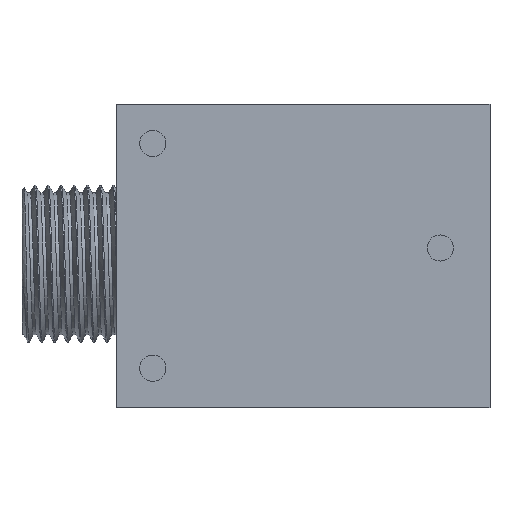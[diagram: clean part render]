
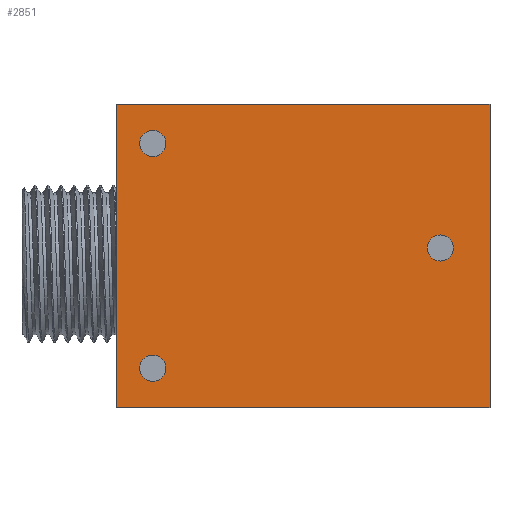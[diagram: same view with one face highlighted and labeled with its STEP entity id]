
A CAD part, top view. The second image highlights one B-rep face of the part: STEP entity #2851.
In plain terms, the highlighted planar face has unit normal (0, 0, 1).
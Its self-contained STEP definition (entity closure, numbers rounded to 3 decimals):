
#1976 = VERTEX_POINT('',#1977);
#1977 = CARTESIAN_POINT('',(-5.7,10.7,6.1));
#1983 = EDGE_CURVE('',#1976,#1984,#1986,.T.);
#1984 = VERTEX_POINT('',#1985);
#1985 = CARTESIAN_POINT('',(-5.7,-0.9,6.1));
#1986 = LINE('',#1987,#1988);
#1987 = CARTESIAN_POINT('',(-5.7,10.7,6.1));
#1988 = VECTOR('',#1989,1.);
#1989 = DIRECTION('',(0.,-1.,0.));
#2825 = EDGE_CURVE('',#1984,#2826,#2828,.T.);
#2826 = VERTEX_POINT('',#2827);
#2827 = CARTESIAN_POINT('',(8.6,-0.9,6.1));
#2828 = LINE('',#2829,#2830);
#2829 = CARTESIAN_POINT('',(-5.7,-0.9,6.1));
#2830 = VECTOR('',#2831,1.);
#2831 = DIRECTION('',(1.,0.,0.));
#2851 = ADVANCED_FACE('',(#2852,#2870,#2881,#2892),#2903,.T.);
#2852 = FACE_BOUND('',#2853,.T.);
#2853 = EDGE_LOOP('',(#2854,#2862,#2868,#2869));
#2854 = ORIENTED_EDGE('',*,*,#2855,.T.);
#2855 = EDGE_CURVE('',#2826,#2856,#2858,.T.);
#2856 = VERTEX_POINT('',#2857);
#2857 = CARTESIAN_POINT('',(8.6,10.7,6.1));
#2858 = LINE('',#2859,#2860);
#2859 = CARTESIAN_POINT('',(8.6,-0.9,6.1));
#2860 = VECTOR('',#2861,1.);
#2861 = DIRECTION('',(0.,1.,0.));
#2862 = ORIENTED_EDGE('',*,*,#2863,.T.);
#2863 = EDGE_CURVE('',#2856,#1976,#2864,.T.);
#2864 = LINE('',#2865,#2866);
#2865 = CARTESIAN_POINT('',(8.6,10.7,6.1));
#2866 = VECTOR('',#2867,1.);
#2867 = DIRECTION('',(-1.,0.,0.));
#2868 = ORIENTED_EDGE('',*,*,#1983,.T.);
#2869 = ORIENTED_EDGE('',*,*,#2825,.T.);
#2870 = FACE_BOUND('',#2871,.T.);
#2871 = EDGE_LOOP('',(#2872));
#2872 = ORIENTED_EDGE('',*,*,#2873,.F.);
#2873 = EDGE_CURVE('',#2874,#2874,#2876,.T.);
#2874 = VERTEX_POINT('',#2875);
#2875 = CARTESIAN_POINT('',(6.7,5.7,6.1));
#2876 = CIRCLE('',#2877,0.5);
#2877 = AXIS2_PLACEMENT_3D('',#2878,#2879,#2880);
#2878 = CARTESIAN_POINT('',(6.7,5.2,6.1));
#2879 = DIRECTION('',(0.,-0.,1.));
#2880 = DIRECTION('',(0.,1.,0.));
#2881 = FACE_BOUND('',#2882,.T.);
#2882 = EDGE_LOOP('',(#2883));
#2883 = ORIENTED_EDGE('',*,*,#2884,.F.);
#2884 = EDGE_CURVE('',#2885,#2885,#2887,.T.);
#2885 = VERTEX_POINT('',#2886);
#2886 = CARTESIAN_POINT('',(-4.3,1.1,6.1));
#2887 = CIRCLE('',#2888,0.5);
#2888 = AXIS2_PLACEMENT_3D('',#2889,#2890,#2891);
#2889 = CARTESIAN_POINT('',(-4.3,0.6,6.1));
#2890 = DIRECTION('',(0.,-0.,1.));
#2891 = DIRECTION('',(0.,1.,0.));
#2892 = FACE_BOUND('',#2893,.T.);
#2893 = EDGE_LOOP('',(#2894));
#2894 = ORIENTED_EDGE('',*,*,#2895,.F.);
#2895 = EDGE_CURVE('',#2896,#2896,#2898,.T.);
#2896 = VERTEX_POINT('',#2897);
#2897 = CARTESIAN_POINT('',(-4.3,9.7,6.1));
#2898 = CIRCLE('',#2899,0.5);
#2899 = AXIS2_PLACEMENT_3D('',#2900,#2901,#2902);
#2900 = CARTESIAN_POINT('',(-4.3,9.2,6.1));
#2901 = DIRECTION('',(0.,-0.,1.));
#2902 = DIRECTION('',(0.,1.,0.));
#2903 = PLANE('',#2904);
#2904 = AXIS2_PLACEMENT_3D('',#2905,#2906,#2907);
#2905 = CARTESIAN_POINT('',(1.45,4.9,6.1));
#2906 = DIRECTION('',(0.,0.,1.));
#2907 = DIRECTION('',(0.,1.,0.));
